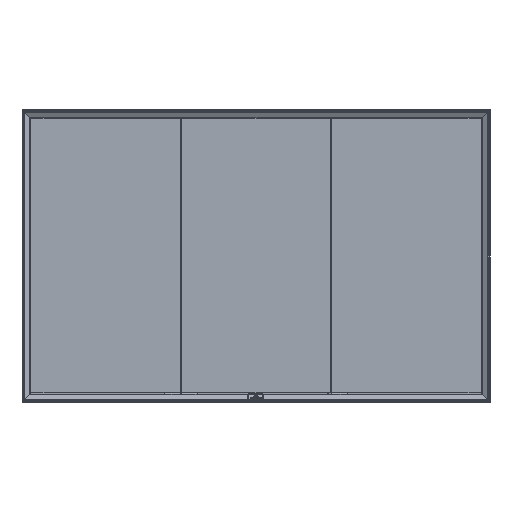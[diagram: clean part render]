
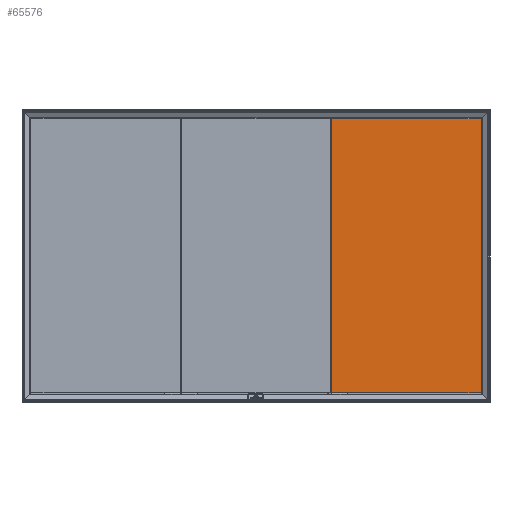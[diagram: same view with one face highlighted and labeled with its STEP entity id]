
A CAD part, front view. The second image highlights one B-rep face of the part: STEP entity #65576.
In plain terms, the highlighted planar face has unit normal (0, -1, 0).
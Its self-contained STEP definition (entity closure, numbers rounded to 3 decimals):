
#6789=FACE_OUTER_BOUND('',#10482,.T.);
#10482=EDGE_LOOP('',(#57133,#57134,#57135,#57136));
#16116=LINE('',#110224,#22355);
#16120=LINE('',#110233,#22359);
#16125=LINE('',#110241,#22364);
#16127=LINE('',#110245,#22366);
#22355=VECTOR('',#89455,383.);
#22359=VECTOR('',#89461,383.);
#22364=VECTOR('',#89468,703.);
#22366=VECTOR('',#89474,703.);
#30450=VERTEX_POINT('',#110222);
#30451=VERTEX_POINT('',#110223);
#30454=VERTEX_POINT('',#110231);
#30455=VERTEX_POINT('',#110232);
#39554=EDGE_CURVE('',#30450,#30451,#16116,.T.);
#39558=EDGE_CURVE('',#30454,#30455,#16120,.T.);
#39563=EDGE_CURVE('',#30450,#30455,#16125,.T.);
#39565=EDGE_CURVE('',#30451,#30454,#16127,.T.);
#57133=ORIENTED_EDGE('',*,*,#39563,.F.);
#57134=ORIENTED_EDGE('',*,*,#39554,.T.);
#57135=ORIENTED_EDGE('',*,*,#39565,.T.);
#57136=ORIENTED_EDGE('',*,*,#39558,.T.);
#62382=PLANE('',#71913);
#65576=ADVANCED_FACE('',(#6789),#62382,.T.);
#71913=AXIS2_PLACEMENT_3D('',#110246,#89475,#89476);
#89455=DIRECTION('',(-1.,0.,0.));
#89461=DIRECTION('',(1.,0.,0.));
#89468=DIRECTION('',(0.,0.,-1.));
#89474=DIRECTION('',(0.,0.,-1.));
#89475=DIRECTION('center_axis',(0.,-1.,0.));
#89476=DIRECTION('ref_axis',(0.,0.,1.));
#110222=CARTESIAN_POINT('',(1177.,8.,727.5));
#110223=CARTESIAN_POINT('',(794.,8.,727.5));
#110224=CARTESIAN_POINT('',(985.5,8.,727.5));
#110231=CARTESIAN_POINT('',(794.,8.,24.5));
#110232=CARTESIAN_POINT('',(1177.,8.,24.5));
#110233=CARTESIAN_POINT('',(985.5,8.,24.5));
#110241=CARTESIAN_POINT('',(1177.,8.,375.5));
#110245=CARTESIAN_POINT('',(794.,8.,375.5));
#110246=CARTESIAN_POINT('Origin',(985.5,8.,375.5));
